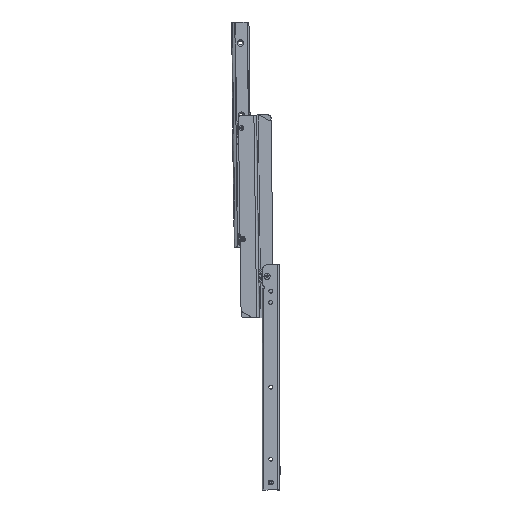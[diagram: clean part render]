
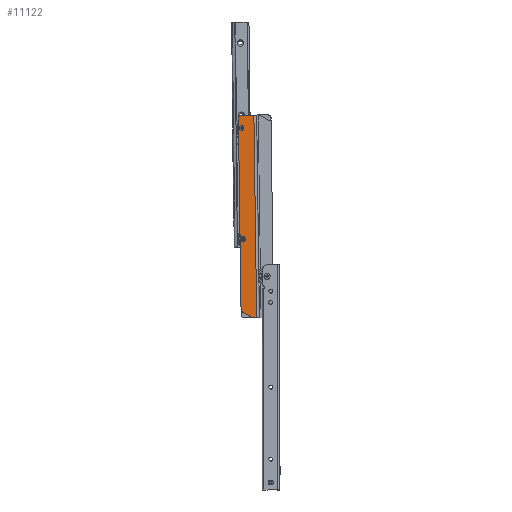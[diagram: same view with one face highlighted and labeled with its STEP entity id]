
A CAD part, left-side view. The second image highlights one B-rep face of the part: STEP entity #11122.
In plain terms, the highlighted planar face has unit normal (-1, 0, 0).
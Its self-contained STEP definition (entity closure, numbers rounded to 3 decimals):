
#975 = AXIS2_PLACEMENT_3D ( 'NONE', #37295, #46779, #29157 ) ;
#2461 = DIRECTION ( 'NONE',  ( 0., 0., 1. ) ) ;
#2467 = ORIENTED_EDGE ( 'NONE', *, *, #21346, .F. ) ;
#2665 = ORIENTED_EDGE ( 'NONE', *, *, #39130, .F. ) ;
#3269 = CARTESIAN_POINT ( 'NONE',  ( -7.5, 21.9, -270. ) ) ;
#3895 = ORIENTED_EDGE ( 'NONE', *, *, #35307, .F. ) ;
#4912 = VERTEX_POINT ( 'NONE', #45348 ) ;
#4917 = EDGE_CURVE ( 'NONE', #18522, #34568, #51896, .T. ) ;
#5534 = FACE_BOUND ( 'NONE', #27580, .T. ) ;
#6766 = DIRECTION ( 'NONE',  ( 1., 0., 0. ) ) ;
#8558 = VECTOR ( 'NONE', #16155, 1000. ) ;
#9051 = FACE_OUTER_BOUND ( 'NONE', #34461, .T. ) ;
#9458 = CARTESIAN_POINT ( 'NONE',  ( -7.5, 18.1, -13.8 ) ) ;
#11060 = ORIENTED_EDGE ( 'NONE', *, *, #51467, .T. ) ;
#11122 = ADVANCED_FACE ( 'NONE', ( #5534, #50303, #9051 ), #38702, .T. ) ;
#11154 = LINE ( 'NONE', #3269, #30530 ) ;
#11172 = CARTESIAN_POINT ( 'NONE',  ( -7.5, 17.9, 0. ) ) ;
#11912 = AXIS2_PLACEMENT_3D ( 'NONE', #30161, #25815, #26369 ) ;
#12426 = DIRECTION ( 'NONE',  ( 0., 0., 1. ) ) ;
#12859 = DIRECTION ( 'NONE',  ( 0., -1., 0. ) ) ;
#13101 = CARTESIAN_POINT ( 'NONE',  ( -7.5, 1.225, -270. ) ) ;
#13474 = VERTEX_POINT ( 'NONE', #43120 ) ;
#14023 = EDGE_CURVE ( 'NONE', #38542, #13474, #46089, .T. ) ;
#14466 = CARTESIAN_POINT ( 'NONE',  ( -7.5, 18.1, -165. ) ) ;
#14689 = LINE ( 'NONE', #43036, #22196 ) ;
#14734 = DIRECTION ( 'NONE',  ( 0., -1., 0. ) ) ;
#14844 = CARTESIAN_POINT ( 'NONE',  ( -7.5, 18.1, -168.2 ) ) ;
#15004 = ORIENTED_EDGE ( 'NONE', *, *, #23606, .T. ) ;
#16155 = DIRECTION ( 'NONE',  ( 0., 0.866, 0.5 ) ) ;
#16565 = AXIS2_PLACEMENT_3D ( 'NONE', #27472, #6766, #39958 ) ;
#16931 = DIRECTION ( 'NONE',  ( -1., 0., 0. ) ) ;
#17470 = CARTESIAN_POINT ( 'NONE',  ( -7.5, 21.9, -270. ) ) ;
#18522 = VERTEX_POINT ( 'NONE', #9458 ) ;
#18648 = EDGE_CURVE ( 'NONE', #33115, #19543, #53128, .T. ) ;
#18783 = DIRECTION ( 'NONE',  ( 0., -1., 0. ) ) ;
#18906 = CARTESIAN_POINT ( 'NONE',  ( -7.5, 18.1, -20.2 ) ) ;
#19543 = VERTEX_POINT ( 'NONE', #34041 ) ;
#19685 = CIRCLE ( 'NONE', #11912, 4. ) ;
#19878 = VECTOR ( 'NONE', #33296, 1000. ) ;
#21346 = EDGE_CURVE ( 'NONE', #32501, #19543, #14689, .T. ) ;
#22196 = VECTOR ( 'NONE', #18783, 1000. ) ;
#23012 = EDGE_CURVE ( 'NONE', #13474, #38542, #23268, .T. ) ;
#23268 = CIRCLE ( 'NONE', #48380, 3.2 ) ;
#23274 = CARTESIAN_POINT ( 'NONE',  ( -7.5, 21.9, -4. ) ) ;
#23606 = EDGE_CURVE ( 'NONE', #32501, #32962, #19685, .T. ) ;
#24623 = LINE ( 'NONE', #33544, #19878 ) ;
#25188 = CARTESIAN_POINT ( 'NONE',  ( -7.5, 1.225, -270. ) ) ;
#25815 = DIRECTION ( 'NONE',  ( -1., 0., 0. ) ) ;
#26369 = DIRECTION ( 'NONE',  ( 0., -1., 0. ) ) ;
#27472 = CARTESIAN_POINT ( 'NONE',  ( -7.5, 18.1, -17. ) ) ;
#27546 = EDGE_CURVE ( 'NONE', #34568, #18522, #31348, .T. ) ;
#27580 = EDGE_LOOP ( 'NONE', ( #49927, #44279 ) ) ;
#29157 = DIRECTION ( 'NONE',  ( 0., -1., 0. ) ) ;
#29853 = CARTESIAN_POINT ( 'NONE',  ( -7.5, 6.783, -270. ) ) ;
#30161 = CARTESIAN_POINT ( 'NONE',  ( -7.5, 17.9, -4. ) ) ;
#30530 = VECTOR ( 'NONE', #2461, 1000. ) ;
#31095 = DIRECTION ( 'NONE',  ( 1., 0., 0. ) ) ;
#31348 = CIRCLE ( 'NONE', #16565, 3.2 ) ;
#32501 = VERTEX_POINT ( 'NONE', #11172 ) ;
#32962 = VERTEX_POINT ( 'NONE', #23274 ) ;
#33110 = ORIENTED_EDGE ( 'NONE', *, *, #27546, .T. ) ;
#33115 = VERTEX_POINT ( 'NONE', #13101 ) ;
#33296 = DIRECTION ( 'NONE',  ( 0., -1., 0. ) ) ;
#33369 = DIRECTION ( 'NONE',  ( 1., 0., 0. ) ) ;
#33544 = CARTESIAN_POINT ( 'NONE',  ( -7.5, 21.9, -270. ) ) ;
#34041 = CARTESIAN_POINT ( 'NONE',  ( -7.5, 1.225, 0. ) ) ;
#34129 = VECTOR ( 'NONE', #12426, 1000. ) ;
#34408 = AXIS2_PLACEMENT_3D ( 'NONE', #17470, #16931, #12859 ) ;
#34461 = EDGE_LOOP ( 'NONE', ( #3895, #11060, #45081, #2467, #15004, #2665 ) ) ;
#34568 = VERTEX_POINT ( 'NONE', #18906 ) ;
#35307 = EDGE_CURVE ( 'NONE', #41238, #4912, #49294, .T. ) ;
#37295 = CARTESIAN_POINT ( 'NONE',  ( -7.5, 18.1, -165. ) ) ;
#38542 = VERTEX_POINT ( 'NONE', #14844 ) ;
#38702 = PLANE ( 'NONE',  #34408 ) ;
#39130 = EDGE_CURVE ( 'NONE', #4912, #32962, #11154, .T. ) ;
#39958 = DIRECTION ( 'NONE',  ( 0., -1., 0. ) ) ;
#41238 = VERTEX_POINT ( 'NONE', #29853 ) ;
#41243 = CARTESIAN_POINT ( 'NONE',  ( -7.5, 18.1, -17. ) ) ;
#43036 = CARTESIAN_POINT ( 'NONE',  ( -7.5, 21.9, 0. ) ) ;
#43120 = CARTESIAN_POINT ( 'NONE',  ( -7.5, 18.1, -161.8 ) ) ;
#44151 = EDGE_LOOP ( 'NONE', ( #49195, #33110 ) ) ;
#44279 = ORIENTED_EDGE ( 'NONE', *, *, #14023, .T. ) ;
#45008 = CARTESIAN_POINT ( 'NONE',  ( -7.5, 18.121, -263.454 ) ) ;
#45081 = ORIENTED_EDGE ( 'NONE', *, *, #18648, .T. ) ;
#45348 = CARTESIAN_POINT ( 'NONE',  ( -7.5, 21.9, -261.272 ) ) ;
#46089 = CIRCLE ( 'NONE', #975, 3.2 ) ;
#46779 = DIRECTION ( 'NONE',  ( 1., 0., 0. ) ) ;
#48380 = AXIS2_PLACEMENT_3D ( 'NONE', #14466, #31095, #14734 ) ;
#49195 = ORIENTED_EDGE ( 'NONE', *, *, #4917, .T. ) ;
#49294 = LINE ( 'NONE', #45008, #8558 ) ;
#49860 = DIRECTION ( 'NONE',  ( 0., -1., 0. ) ) ;
#49927 = ORIENTED_EDGE ( 'NONE', *, *, #23012, .T. ) ;
#50303 = FACE_BOUND ( 'NONE', #44151, .T. ) ;
#51467 = EDGE_CURVE ( 'NONE', #41238, #33115, #24623, .T. ) ;
#51896 = CIRCLE ( 'NONE', #52779, 3.2 ) ;
#52779 = AXIS2_PLACEMENT_3D ( 'NONE', #41243, #33369, #49860 ) ;
#53128 = LINE ( 'NONE', #25188, #34129 ) ;
